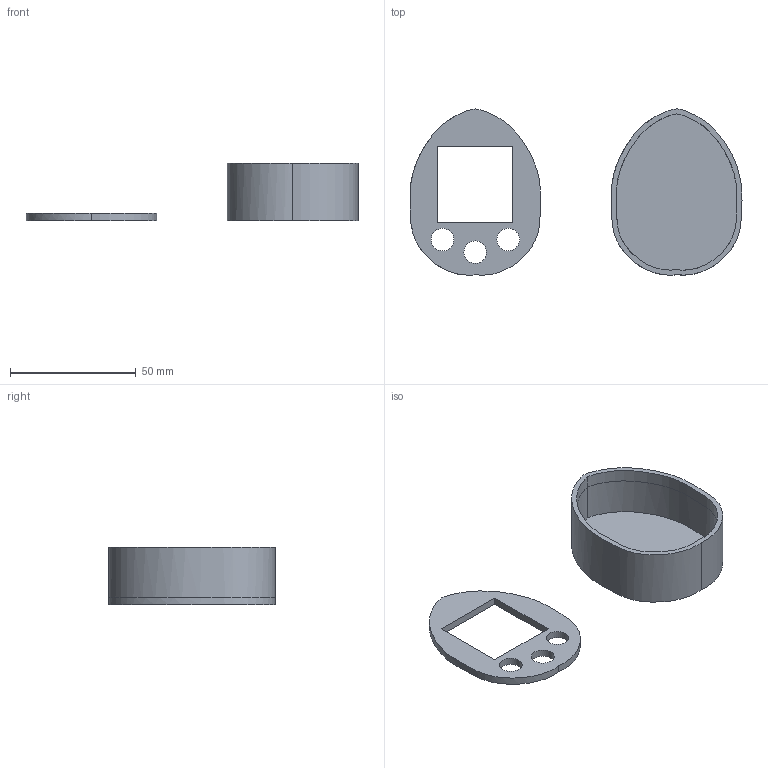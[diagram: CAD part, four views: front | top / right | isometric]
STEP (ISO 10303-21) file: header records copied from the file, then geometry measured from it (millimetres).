
FILE_DESCRIPTION(/* description */ (''),/* implementation_level */ '2;1');
FILE_NAME(/* name */ 'canary-case.step',/* time_stamp */ '2025-04-26T16:54:49-05:00',/* author */ (''),/* organization */ (''),/* preprocessor_version */ 'ST-DEVELOPER v20.1',/* originating_system */ 'Autodesk Translation Framework v14.4.0.0',/* authorisation */ '');
FILE_SCHEMA (('AUTOMOTIVE_DESIGN { 1 0 10303 214 3 1 1 }'));
Length unit declared in the file: millimetre
Products named in the file (1): 2025-04-25-21-10-28-120
Bounding box: 132.03 x 66.14 x 23 mm (x, y, z)
Volume: 20453.4 mm3; surface area: 17781 mm2
Topology: 2 solids, 2 shells, 20 faces, 43 edges, 28 vertices
Faces by surface type: plane 9, bspline 8, cylinder 3
Full cylindrical faces by diameter (mm): 9 x3
Entity records: 2067 total; most frequent: CARTESIAN_POINT 1642, ORIENTED_EDGE 86, DIRECTION 59, EDGE_CURVE 43, EDGE_LOOP 29, VERTEX_POINT 28, LINE 21, VECTOR 21
